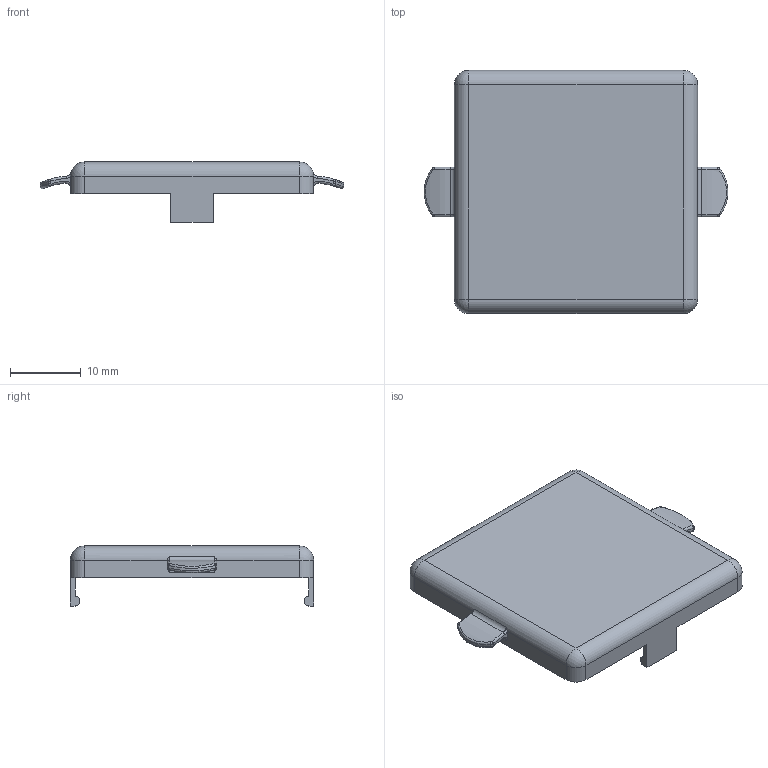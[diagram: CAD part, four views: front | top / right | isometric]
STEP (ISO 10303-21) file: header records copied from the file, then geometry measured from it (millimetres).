
FILE_DESCRIPTION((''),'2;1');
FILE_NAME('P-0359','2019-04-22T',('Vince.Chen'),(''),'CREO PARAMETRIC BY PTC INC, 2014500','CREO PARAMETRIC BY PTC INC, 2014500','');
FILE_SCHEMA(('CONFIG_CONTROL_DESIGN'));
Length unit declared in the file: millimetre
Products named in the file (1): P-0359
Bounding box: 42.97 x 34.4 x 8.5 mm (x, y, z)
Volume: 1711.9 mm3; surface area: 3517.5 mm2
Topology: 1 solids, 1 shells, 83 faces, 204 edges, 124 vertices
Faces by surface type: cylinder 28, plane 23, torus 16, bspline 12, sphere 4
Entity records: 2964 total; most frequent: CARTESIAN_POINT 1023, ORIENTED_EDGE 408, DIRECTION 394, EDGE_CURVE 204, AXIS2_PLACEMENT_3D 155, VERTEX_POINT 124, VECTOR 84, LINE 84
